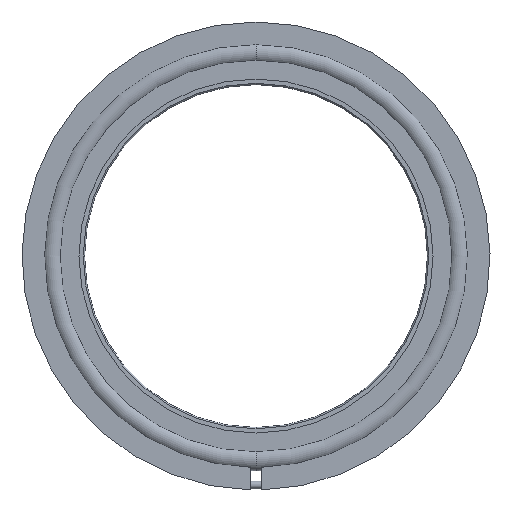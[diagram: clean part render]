
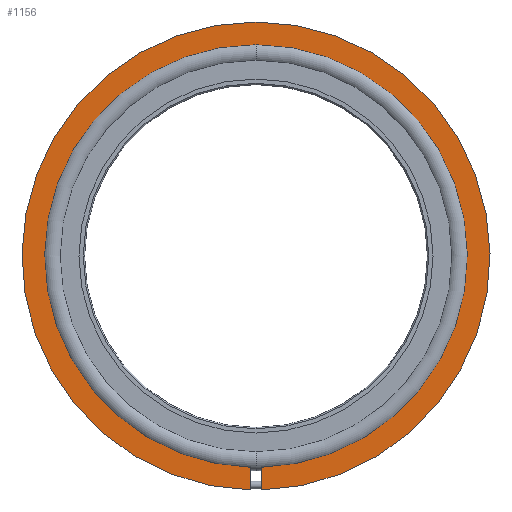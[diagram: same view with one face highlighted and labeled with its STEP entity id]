
A CAD part, front view. The second image highlights one B-rep face of the part: STEP entity #1156.
In plain terms, the highlighted planar face has unit normal (0, -1, 0).
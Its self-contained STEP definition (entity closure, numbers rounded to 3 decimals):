
#8 = EDGE_CURVE ( 'NONE', #503, #523, #1099, .T. ) ;
#65 = LINE ( 'NONE', #786, #1066 ) ;
#80 = CARTESIAN_POINT ( 'NONE',  ( 0., -1.95, 0. ) ) ;
#107 = AXIS2_PLACEMENT_3D ( 'NONE', #80, #890, #217 ) ;
#203 = CARTESIAN_POINT ( 'NONE',  ( 0., -1.95, 0. ) ) ;
#206 = AXIS2_PLACEMENT_3D ( 'NONE', #753, #1222, #538 ) ;
#217 = DIRECTION ( 'NONE',  ( 0., 0., 1. ) ) ;
#248 = AXIS2_PLACEMENT_3D ( 'NONE', #414, #279, #526 ) ;
#250 = VERTEX_POINT ( 'NONE', #969 ) ;
#279 = DIRECTION ( 'NONE',  ( 0., 1., 0. ) ) ;
#344 = EDGE_LOOP ( 'NONE', ( #947, #763, #642, #736, #964, #1298 ) ) ;
#391 = CARTESIAN_POINT ( 'NONE',  ( 0., -1.95, 49.294 ) ) ;
#414 = CARTESIAN_POINT ( 'NONE',  ( 0., -1.95, 0. ) ) ;
#446 = CIRCLE ( 'NONE', #107, 54.6 ) ;
#484 = CIRCLE ( 'NONE', #206, 54.6 ) ;
#493 = AXIS2_PLACEMENT_3D ( 'NONE', #867, #1349, #769 ) ;
#503 = VERTEX_POINT ( 'NONE', #821 ) ;
#523 = VERTEX_POINT ( 'NONE', #391 ) ;
#526 = DIRECTION ( 'NONE',  ( 0., 0., 1. ) ) ;
#538 = DIRECTION ( 'NONE',  ( 0., 0., 1. ) ) ;
#549 = PLANE ( 'NONE',  #493 ) ;
#562 = DIRECTION ( 'NONE',  ( 0., 0., 1. ) ) ;
#642 = ORIENTED_EDGE ( 'NONE', *, *, #1377, .F. ) ;
#676 = CARTESIAN_POINT ( 'NONE',  ( -1.2, -1.95, 0. ) ) ;
#736 = ORIENTED_EDGE ( 'NONE', *, *, #1539, .F. ) ;
#753 = CARTESIAN_POINT ( 'NONE',  ( 0., -1.95, 0. ) ) ;
#763 = ORIENTED_EDGE ( 'NONE', *, *, #1517, .F. ) ;
#769 = DIRECTION ( 'NONE',  ( 0., 0., -1. ) ) ;
#786 = CARTESIAN_POINT ( 'NONE',  ( 1.2, -1.95, 0. ) ) ;
#805 = VERTEX_POINT ( 'NONE', #982 ) ;
#810 = FACE_OUTER_BOUND ( 'NONE', #344, .T. ) ;
#821 = CARTESIAN_POINT ( 'NONE',  ( -1.2, -1.95, -49.28 ) ) ;
#859 = CARTESIAN_POINT ( 'NONE',  ( -1.2, -1.95, -54.587 ) ) ;
#867 = CARTESIAN_POINT ( 'NONE',  ( -54.6, -1.95, 0. ) ) ;
#881 = VECTOR ( 'NONE', #1269, 1000. ) ;
#890 = DIRECTION ( 'NONE',  ( 0., 1., 0. ) ) ;
#947 = ORIENTED_EDGE ( 'NONE', *, *, #1533, .F. ) ;
#964 = ORIENTED_EDGE ( 'NONE', *, *, #8, .T. ) ;
#969 = CARTESIAN_POINT ( 'NONE',  ( 0., -1.95, 54.6 ) ) ;
#982 = CARTESIAN_POINT ( 'NONE',  ( 1.2, -1.95, -49.28 ) ) ;
#1062 = AXIS2_PLACEMENT_3D ( 'NONE', #203, #1226, #1465 ) ;
#1066 = VECTOR ( 'NONE', #562, 1000. ) ;
#1099 = CIRCLE ( 'NONE', #1062, 49.294 ) ;
#1101 = CIRCLE ( 'NONE', #248, 49.294 ) ;
#1156 = ADVANCED_FACE ( 'NONE', ( #810 ), #549, .T. ) ;
#1182 = VERTEX_POINT ( 'NONE', #1385 ) ;
#1222 = DIRECTION ( 'NONE',  ( 0., 1., 0. ) ) ;
#1226 = DIRECTION ( 'NONE',  ( 0., 1., 0. ) ) ;
#1269 = DIRECTION ( 'NONE',  ( 0., 0., -1. ) ) ;
#1298 = ORIENTED_EDGE ( 'NONE', *, *, #1352, .T. ) ;
#1349 = DIRECTION ( 'NONE',  ( 0., -1., 0. ) ) ;
#1352 = EDGE_CURVE ( 'NONE', #523, #805, #1101, .T. ) ;
#1359 = VERTEX_POINT ( 'NONE', #859 ) ;
#1377 = EDGE_CURVE ( 'NONE', #1359, #250, #484, .T. ) ;
#1385 = CARTESIAN_POINT ( 'NONE',  ( 1.2, -1.95, -54.587 ) ) ;
#1465 = DIRECTION ( 'NONE',  ( 0., 0., 1. ) ) ;
#1517 = EDGE_CURVE ( 'NONE', #250, #1182, #446, .T. ) ;
#1523 = LINE ( 'NONE', #676, #881 ) ;
#1533 = EDGE_CURVE ( 'NONE', #1182, #805, #65, .T. ) ;
#1539 = EDGE_CURVE ( 'NONE', #503, #1359, #1523, .T. ) ;
